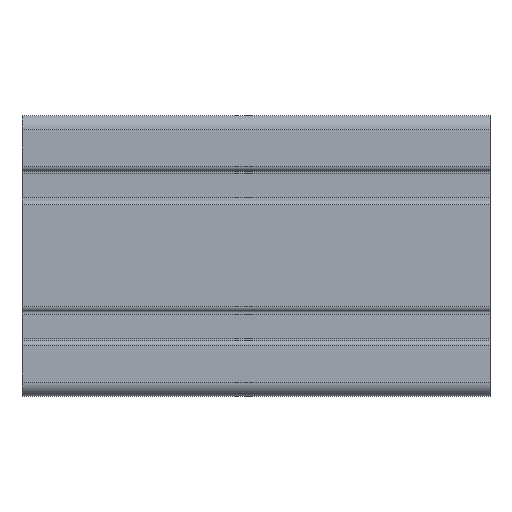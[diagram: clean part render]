
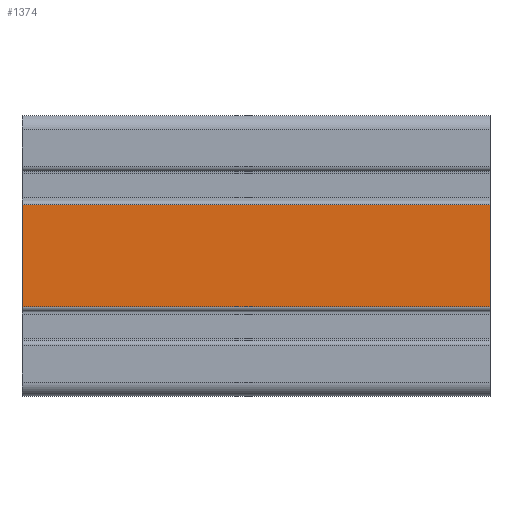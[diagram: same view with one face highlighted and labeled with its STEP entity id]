
A CAD part, top view. The second image highlights one B-rep face of the part: STEP entity #1374.
In plain terms, the highlighted planar face has unit normal (0, 0, 1).
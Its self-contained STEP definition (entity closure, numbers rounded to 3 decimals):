
#74 = EDGE_LOOP ( 'NONE', ( #5833, #1786, #2708, #7690 ) ) ;
#248 = LINE ( 'NONE', #7233, #7294 ) ;
#297 = VERTEX_POINT ( 'NONE', #7510 ) ;
#343 = DIRECTION ( 'NONE',  ( -1., 0., 0. ) ) ;
#372 = CARTESIAN_POINT ( 'NONE',  ( 59.184, 43.998, 15. ) ) ;
#687 = CARTESIAN_POINT ( 'NONE',  ( 59.184, 43.998, 15. ) ) ;
#955 = DIRECTION ( 'NONE',  ( -1., 0., 0. ) ) ;
#1335 = DIRECTION ( 'NONE',  ( -1., 0., 0. ) ) ;
#1374 = ADVANCED_FACE ( 'NONE', ( #7422 ), #1928, .F. ) ;
#1786 = ORIENTED_EDGE ( 'NONE', *, *, #2734, .F. ) ;
#1800 = CARTESIAN_POINT ( 'NONE',  ( 59.184, 65.798, 15. ) ) ;
#1928 = PLANE ( 'NONE',  #4653 ) ;
#2102 = VECTOR ( 'NONE', #955, 1000. ) ;
#2218 = CARTESIAN_POINT ( 'NONE',  ( 59.184, 43.998, 15. ) ) ;
#2708 = ORIENTED_EDGE ( 'NONE', *, *, #3463, .F. ) ;
#2734 = EDGE_CURVE ( 'NONE', #6684, #297, #5342, .T. ) ;
#3124 = EDGE_CURVE ( 'NONE', #7485, #3350, #7578, .T. ) ;
#3350 = VERTEX_POINT ( 'NONE', #3776 ) ;
#3407 = CARTESIAN_POINT ( 'NONE',  ( 59.184, 65.798, 15. ) ) ;
#3463 = EDGE_CURVE ( 'NONE', #7485, #6684, #4461, .T. ) ;
#3776 = CARTESIAN_POINT ( 'NONE',  ( -40.816, 65.798, 15. ) ) ;
#3867 = DIRECTION ( 'NONE',  ( 0., -1., 0. ) ) ;
#4145 = DIRECTION ( 'NONE',  ( 0., -1., 0. ) ) ;
#4272 = VECTOR ( 'NONE', #3867, 1000. ) ;
#4461 = LINE ( 'NONE', #6832, #4272 ) ;
#4653 = AXIS2_PLACEMENT_3D ( 'NONE', #687, #6355, #1335 ) ;
#4766 = VECTOR ( 'NONE', #343, 1000. ) ;
#5342 = LINE ( 'NONE', #2218, #4766 ) ;
#5833 = ORIENTED_EDGE ( 'NONE', *, *, #7915, .T. ) ;
#6355 = DIRECTION ( 'NONE',  ( 0., 0., -1. ) ) ;
#6684 = VERTEX_POINT ( 'NONE', #372 ) ;
#6832 = CARTESIAN_POINT ( 'NONE',  ( 59.184, 43.998, 15. ) ) ;
#7233 = CARTESIAN_POINT ( 'NONE',  ( -40.816, 43.998, 15. ) ) ;
#7294 = VECTOR ( 'NONE', #4145, 1000. ) ;
#7422 = FACE_OUTER_BOUND ( 'NONE', #74, .T. ) ;
#7485 = VERTEX_POINT ( 'NONE', #1800 ) ;
#7510 = CARTESIAN_POINT ( 'NONE',  ( -40.816, 43.998, 15. ) ) ;
#7578 = LINE ( 'NONE', #3407, #2102 ) ;
#7690 = ORIENTED_EDGE ( 'NONE', *, *, #3124, .T. ) ;
#7915 = EDGE_CURVE ( 'NONE', #3350, #297, #248, .T. ) ;
